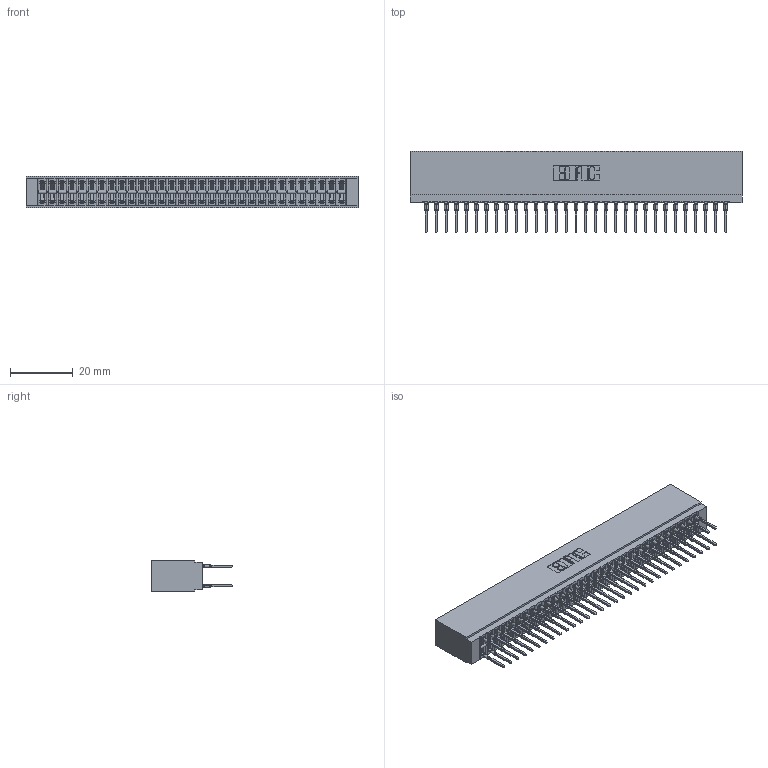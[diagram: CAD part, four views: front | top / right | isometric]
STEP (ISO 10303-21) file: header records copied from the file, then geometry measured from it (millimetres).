
FILE_DESCRIPTION (( 'STEP AP203' ), '1' );
FILE_NAME ('746-062-527-201.STEP', '2026-03-04T13:26:47', ( '' ), ( '' ), 'SwSTEP 2.0', 'SolidWorks 2023', '' );
FILE_SCHEMA (( 'CONFIG_CONTROL_DESIGN' ));
Length unit declared in the file: millimetre
Products named in the file (3): 746-062-527-201; 746 Part_.515 Slot Depth - 01; 746-292-001_527
Assembly tree (63 placements, depth 2):
  746-062-527-201
    746 Part_.515 Slot Depth - 01
    746-292-001_527  x62
Bounding box: 105.66 x 25.9 x 9.91 mm (x, y, z)
Volume: 11495.5 mm3; surface area: 18727.8 mm2
Topology: 63 solids, 63 shells, 5646 faces, 15515 edges, 9878 vertices
Faces by surface type: plane 2907, bspline 1240, cylinder 1127, torus 372
Entity records: 49387 total; most frequent: CARTESIAN_POINT 9915, ORIENTED_EDGE 8460, DIRECTION 7082, EDGE_CURVE 4230, LINE 3736, VECTOR 3736, VERTEX_POINT 2802, AXIS2_PLACEMENT_3D 1673
